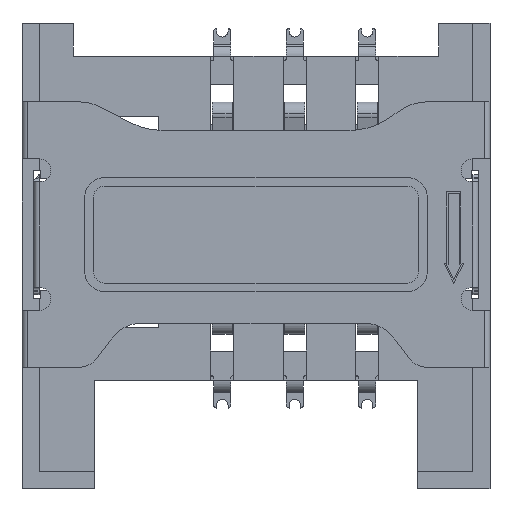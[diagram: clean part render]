
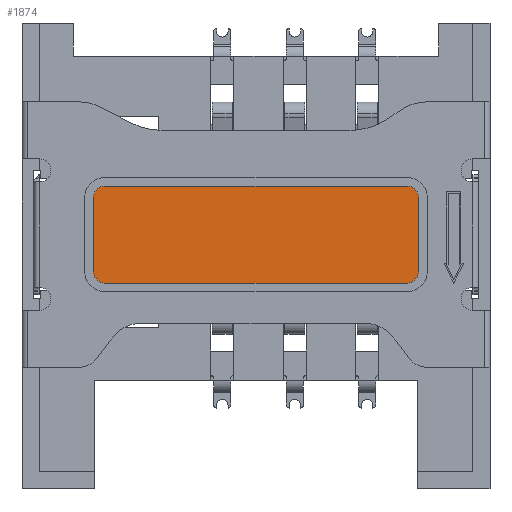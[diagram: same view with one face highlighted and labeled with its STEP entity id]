
A CAD part, top view. The second image highlights one B-rep face of the part: STEP entity #1874.
In plain terms, the highlighted planar face has unit normal (0, 0, 1).
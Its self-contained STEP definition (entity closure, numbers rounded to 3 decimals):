
#1874=ADVANCED_FACE('',(#3948),#3949,.T.);
#3948=FACE_OUTER_BOUND('',#6228,.T.);
#3949=PLANE('',#6229);
#6228=EDGE_LOOP('',(#12085,#12086,#12087,#12088,#12089,#12090,#12091,#12092));
#6229=AXIS2_PLACEMENT_3D('',#12093,#12094,#12095);
#12085=ORIENTED_EDGE('',*,*,#16078,.F.);
#12086=ORIENTED_EDGE('',*,*,#16079,.F.);
#12087=ORIENTED_EDGE('',*,*,#16080,.F.);
#12088=ORIENTED_EDGE('',*,*,#16081,.F.);
#12089=ORIENTED_EDGE('',*,*,#16082,.F.);
#12090=ORIENTED_EDGE('',*,*,#16083,.F.);
#12091=ORIENTED_EDGE('',*,*,#16084,.F.);
#12092=ORIENTED_EDGE('',*,*,#16085,.F.);
#12093=CARTESIAN_POINT('',(0.,0.75,1.8));
#12094=DIRECTION('',(0.,0.,1.0));
#12095=DIRECTION('',(-1.0,0.,0.));
#16078=EDGE_CURVE('',#20020,#20021,#20022,.T.);
#16079=EDGE_CURVE('',#20023,#20020,#20024,.T.);
#16080=EDGE_CURVE('',#20025,#20023,#20026,.T.);
#16081=EDGE_CURVE('',#20027,#20025,#20028,.T.);
#16082=EDGE_CURVE('',#20029,#20027,#20030,.T.);
#16083=EDGE_CURVE('',#20031,#20029,#20032,.T.);
#16084=EDGE_CURVE('',#20033,#20031,#20034,.T.);
#16085=EDGE_CURVE('',#20021,#20033,#20035,.T.);
#20020=VERTEX_POINT('',#25603);
#20021=VERTEX_POINT('',#25604);
#20022=CIRCLE('',#25605,0.4);
#20023=VERTEX_POINT('',#25606);
#20024=LINE('',#25607,#25608);
#20025=VERTEX_POINT('',#25609);
#20026=CIRCLE('',#25610,0.4);
#20027=VERTEX_POINT('',#25611);
#20028=LINE('',#25612,#25613);
#20029=VERTEX_POINT('',#25614);
#20030=CIRCLE('',#25615,0.4);
#20031=VERTEX_POINT('',#25616);
#20032=LINE('',#25617,#25618);
#20033=VERTEX_POINT('',#25619);
#20034=CIRCLE('',#25620,0.4);
#20035=LINE('',#25621,#25622);
#25603=CARTESIAN_POINT('',(-5.7,2.05,1.8));
#25604=CARTESIAN_POINT('',(-5.3,2.45,1.8));
#25605=AXIS2_PLACEMENT_3D('',#29074,#29075,#29076);
#25606=CARTESIAN_POINT('',(-5.7,-0.55,1.8));
#25607=CARTESIAN_POINT('',(-5.7,-0.55,1.8));
#25608=VECTOR('',#29077,1000.0);
#25609=CARTESIAN_POINT('',(-5.3,-0.95,1.8));
#25610=AXIS2_PLACEMENT_3D('',#29078,#29079,#29080);
#25611=CARTESIAN_POINT('',(5.3,-0.95,1.8));
#25612=CARTESIAN_POINT('',(5.3,-0.95,1.8));
#25613=VECTOR('',#29081,1000.0);
#25614=CARTESIAN_POINT('',(5.7,-0.55,1.8));
#25615=AXIS2_PLACEMENT_3D('',#29082,#29083,#29084);
#25616=CARTESIAN_POINT('',(5.7,2.05,1.8));
#25617=CARTESIAN_POINT('',(5.7,2.05,1.8));
#25618=VECTOR('',#29085,1000.0);
#25619=CARTESIAN_POINT('',(5.3,2.45,1.8));
#25620=AXIS2_PLACEMENT_3D('',#29086,#29087,#29088);
#25621=CARTESIAN_POINT('',(-5.3,2.45,1.8));
#25622=VECTOR('',#29089,1000.0);
#29074=CARTESIAN_POINT('',(-5.3,2.05,1.8));
#29075=DIRECTION('',(0.,0.,-1.0));
#29076=DIRECTION('',(1.0,0.,0.));
#29077=DIRECTION('',(0.,1.0,0.));
#29078=CARTESIAN_POINT('',(-5.3,-0.55,1.8));
#29079=DIRECTION('',(0.,0.,-1.0));
#29080=DIRECTION('',(1.0,0.,0.));
#29081=DIRECTION('',(-1.0,0.,0.));
#29082=CARTESIAN_POINT('',(5.3,-0.55,1.8));
#29083=DIRECTION('',(0.,0.,-1.0));
#29084=DIRECTION('',(1.0,0.,0.));
#29085=DIRECTION('',(0.,-1.0,0.));
#29086=CARTESIAN_POINT('',(5.3,2.05,1.8));
#29087=DIRECTION('',(0.,0.,-1.0));
#29088=DIRECTION('',(-1.0,0.,0.));
#29089=DIRECTION('',(1.0,0.,0.));
